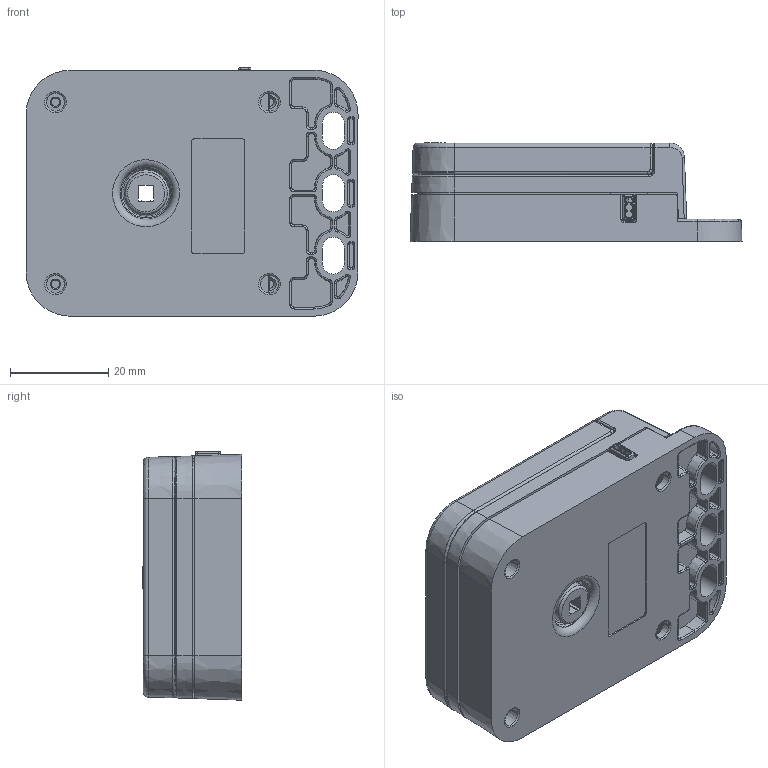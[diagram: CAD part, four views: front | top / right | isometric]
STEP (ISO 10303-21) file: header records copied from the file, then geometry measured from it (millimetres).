
FILE_DESCRIPTION(/* description */ (''),/* implementation_level */ '2;1');
FILE_NAME(/* name */ 'Optical Shaft (Quadrature) Encoder.iam.step',/* time_stamp */ '2020-04-16T23:37:33-04:00',/* author */ ('Jordan'),/* organization */ (''),/* preprocessor_version */ 'ST-DEVELOPER v17',/* originating_system */ 'Autodesk Inventor 2019',/* authorisation */ '');
FILE_SCHEMA (('AUTOMOTIVE_DESIGN { 1 0 10303 214 3 1 1 }'));
Products named in the file (6): Optical Shaft (Quadrature) Encoder; Top; Wheel; Wire Sleeve; Middle; Bottom
Assembly tree (5 placements, depth 2):
  Optical Shaft (Quadrature) Encoder
    Top
    Wheel
    Wire Sleeve
    Middle
    Bottom
Bounding box: 67.5 x 20.2 x 50.5 mm (x, y, z)
Volume: 20891.3 mm3; surface area: 28683 mm2
Topology: 5 solids, 5 shells, 1323 faces, 3703 edges, 2404 vertices
Faces by surface type: plane 679, cylinder 388, cone 106, torus 100, bspline 38, sphere 12
Full cylindrical faces by diameter (mm): 1.7 x2, 2.1 x2, 6 x1, 9.5 x1, 40 x1
Entity records: 50293 total; most frequent: CARTESIAN_POINT 15153, ORIENTED_EDGE 7382, DIRECTION 7257, EDGE_CURVE 3691, AXIS2_PLACEMENT_3D 2466, VERTEX_POINT 2404, LINE 2325, VECTOR 2325
